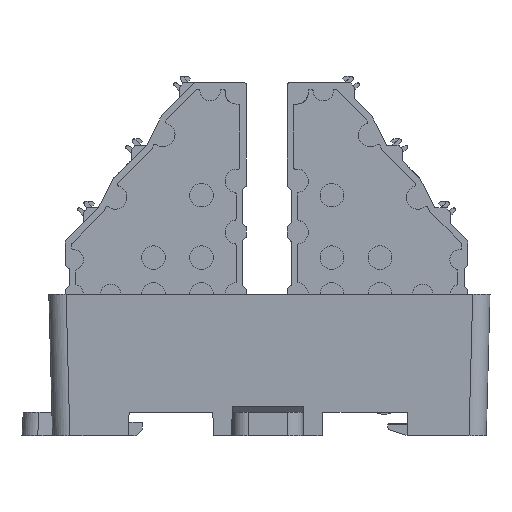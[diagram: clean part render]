
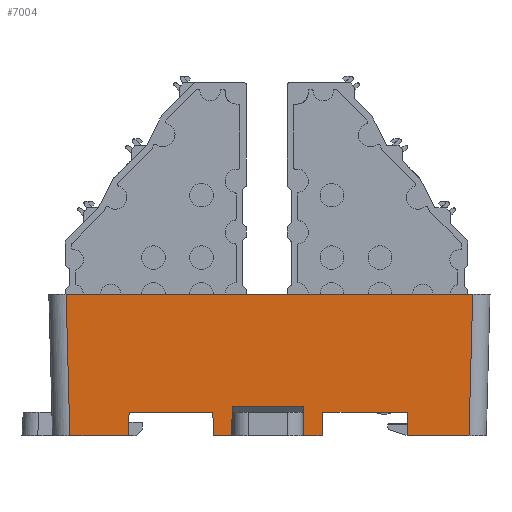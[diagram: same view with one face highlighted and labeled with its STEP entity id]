
A CAD part, left-side view. The second image highlights one B-rep face of the part: STEP entity #7004.
In plain terms, the highlighted planar face has unit normal (-1, 0, -0.026).
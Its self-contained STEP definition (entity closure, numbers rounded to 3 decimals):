
#4133=FACE_OUTER_BOUND('',#13552,.T.);
#7004=ADVANCED_FACE('',(#4133),#9927,.T.);
#9927=PLANE('',#59171);
#13552=EDGE_LOOP('',(#17652,#17653,#17654,#17655,#17656,#17657,#17658,#17659,
#17660,#17661,#17662,#17663,#17664,#17665,#17666,#17667));
#17652=ORIENTED_EDGE('',*,*,#39363,.T.);
#17653=ORIENTED_EDGE('',*,*,#39743,.F.);
#17654=ORIENTED_EDGE('',*,*,#39744,.T.);
#17655=ORIENTED_EDGE('',*,*,#39745,.F.);
#17656=ORIENTED_EDGE('',*,*,#39746,.T.);
#17657=ORIENTED_EDGE('',*,*,#39747,.F.);
#17658=ORIENTED_EDGE('',*,*,#39748,.T.);
#17659=ORIENTED_EDGE('',*,*,#39749,.T.);
#17660=ORIENTED_EDGE('',*,*,#39349,.T.);
#17661=ORIENTED_EDGE('',*,*,#39708,.T.);
#17662=ORIENTED_EDGE('',*,*,#39534,.T.);
#17663=ORIENTED_EDGE('',*,*,#39728,.T.);
#17664=ORIENTED_EDGE('',*,*,#39478,.F.);
#17665=ORIENTED_EDGE('',*,*,#39734,.T.);
#17666=ORIENTED_EDGE('',*,*,#39499,.T.);
#17667=ORIENTED_EDGE('',*,*,#39398,.F.);
#33628=VERTEX_POINT('',#78467);
#33629=VERTEX_POINT('',#78469);
#33642=VERTEX_POINT('',#78495);
#33643=VERTEX_POINT('',#78497);
#33677=VERTEX_POINT('',#78568);
#33733=VERTEX_POINT('',#78727);
#33734=VERTEX_POINT('',#78728);
#33749=VERTEX_POINT('',#78766);
#33781=VERTEX_POINT('',#78833);
#33782=VERTEX_POINT('',#78835);
#33903=VERTEX_POINT('',#79259);
#33904=VERTEX_POINT('',#79261);
#33905=VERTEX_POINT('',#79263);
#33906=VERTEX_POINT('',#79265);
#33907=VERTEX_POINT('',#79267);
#33908=VERTEX_POINT('',#79269);
#39349=EDGE_CURVE('',#33629,#33628,#47731,.T.);
#39363=EDGE_CURVE('',#33643,#33642,#47743,.T.);
#39398=EDGE_CURVE('',#33643,#33677,#47776,.T.);
#39478=EDGE_CURVE('',#33733,#33734,#47854,.T.);
#39499=EDGE_CURVE('',#33749,#33677,#47871,.T.);
#39534=EDGE_CURVE('',#33782,#33781,#47889,.T.);
#39708=EDGE_CURVE('',#33628,#33782,#48018,.T.);
#39728=EDGE_CURVE('',#33781,#33734,#48038,.T.);
#39734=EDGE_CURVE('',#33733,#33749,#48044,.T.);
#39743=EDGE_CURVE('',#33903,#33642,#48053,.T.);
#39744=EDGE_CURVE('',#33903,#33904,#48054,.T.);
#39745=EDGE_CURVE('',#33905,#33904,#48055,.T.);
#39746=EDGE_CURVE('',#33905,#33906,#48056,.T.);
#39747=EDGE_CURVE('',#33907,#33906,#48057,.T.);
#39748=EDGE_CURVE('',#33907,#33908,#48058,.T.);
#39749=EDGE_CURVE('',#33908,#33629,#48059,.T.);
#47731=LINE('',#78468,#53388);
#47743=LINE('',#78496,#53400);
#47776=LINE('',#78567,#53433);
#47854=LINE('',#78726,#53511);
#47871=LINE('',#78765,#53528);
#47889=LINE('',#78834,#53546);
#48018=LINE('',#79188,#53675);
#48038=LINE('',#79228,#53695);
#48044=LINE('',#79240,#53701);
#48053=LINE('',#79258,#53710);
#48054=LINE('',#79260,#53711);
#48055=LINE('',#79262,#53712);
#48056=LINE('',#79264,#53713);
#48057=LINE('',#79266,#53714);
#48058=LINE('',#79268,#53715);
#48059=LINE('',#79270,#53716);
#53388=VECTOR('',#63598,1.);
#53400=VECTOR('',#63614,1.);
#53433=VECTOR('',#63655,1.);
#53511=VECTOR('',#63783,1.);
#53528=VECTOR('',#63812,1.);
#53546=VECTOR('',#63866,1.);
#53675=VECTOR('',#64211,1.);
#53695=VECTOR('',#64267,1.);
#53701=VECTOR('',#64281,1.);
#53710=VECTOR('',#64308,1.);
#53711=VECTOR('',#64309,1.);
#53712=VECTOR('',#64310,1.);
#53713=VECTOR('',#64311,1.);
#53714=VECTOR('',#64312,1.);
#53715=VECTOR('',#64313,1.);
#53716=VECTOR('',#64314,1.);
#59171=AXIS2_PLACEMENT_3D('',#79271,#64315,#64316);
#63598=DIRECTION('',(0.,-1.,0.));
#63614=DIRECTION('',(0.,-1.,0.));
#63655=DIRECTION('',(0.026,0.017,-1.));
#63783=DIRECTION('',(0.,-1.,0.));
#63812=DIRECTION('',(0.,-1.,0.));
#63866=DIRECTION('',(0.,-1.,0.));
#64211=DIRECTION('',(0.026,-0.017,-1.));
#64267=DIRECTION('',(-0.026,-0.026,0.999));
#64281=DIRECTION('',(0.026,-0.026,-0.999));
#64308=DIRECTION('',(-0.026,0.035,0.999));
#64309=DIRECTION('',(0.,-1.,0.));
#64310=DIRECTION('',(0.026,0.009,-1.));
#64311=DIRECTION('',(0.,-1.,0.));
#64312=DIRECTION('',(-0.026,0.009,1.));
#64313=DIRECTION('',(0.,-1.,0.));
#64314=DIRECTION('',(-0.026,-0.035,0.999));
#64315=DIRECTION('',(-1.,0.,-0.026));
#64316=DIRECTION('',(-0.026,0.,1.));
#78467=CARTESIAN_POINT('',(-50.557,242.449,175.));
#78468=CARTESIAN_POINT('',(-50.557,260.199,175.));
#78469=CARTESIAN_POINT('',(-50.557,253.199,175.));
#78495=CARTESIAN_POINT('',(-50.557,267.199,175.));
#78496=CARTESIAN_POINT('',(-50.557,260.199,175.));
#78497=CARTESIAN_POINT('',(-50.557,277.849,175.));
#78567=CARTESIAN_POINT('',(-50.526,277.87,173.796));
#78568=CARTESIAN_POINT('',(-50.479,277.901,172.));
#78726=CARTESIAN_POINT('',(-50.95,259.699,190.));
#78727=CARTESIAN_POINT('',(-50.95,285.85,190.));
#78728=CARTESIAN_POINT('',(-50.95,234.148,190.));
#78765=CARTESIAN_POINT('',(-50.479,260.199,172.));
#78766=CARTESIAN_POINT('',(-50.479,285.378,172.));
#78833=CARTESIAN_POINT('',(-50.479,234.62,172.));
#78834=CARTESIAN_POINT('',(-50.479,259.699,172.));
#78835=CARTESIAN_POINT('',(-50.479,242.397,172.));
#79188=CARTESIAN_POINT('',(-50.958,242.716,190.294));
#79228=CARTESIAN_POINT('',(-50.933,234.166,189.34));
#79240=CARTESIAN_POINT('',(-50.933,285.833,189.34));
#79258=CARTESIAN_POINT('',(-50.526,267.157,173.798));
#79259=CARTESIAN_POINT('',(-50.479,267.094,172.));
#79260=CARTESIAN_POINT('',(-50.479,260.199,172.));
#79261=CARTESIAN_POINT('',(-50.479,264.775,172.));
#79262=CARTESIAN_POINT('',(-50.951,264.618,190.04));
#79263=CARTESIAN_POINT('',(-50.576,264.743,175.726));
#79264=CARTESIAN_POINT('',(-50.576,50.754,175.726));
#79265=CARTESIAN_POINT('',(-50.576,255.655,175.726));
#79266=CARTESIAN_POINT('',(-50.951,255.78,190.032));
#79267=CARTESIAN_POINT('',(-50.479,255.623,172.));
#79268=CARTESIAN_POINT('',(-50.479,260.199,172.));
#79269=CARTESIAN_POINT('',(-50.479,253.304,172.));
#79270=CARTESIAN_POINT('',(-50.944,252.684,189.753));
#79271=CARTESIAN_POINT('',(-50.95,259.699,189.997));
